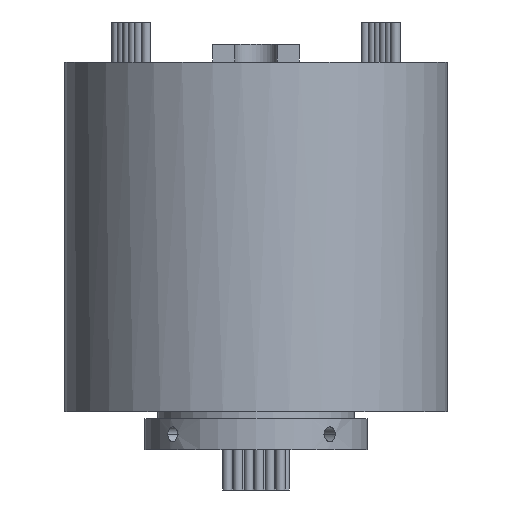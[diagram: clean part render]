
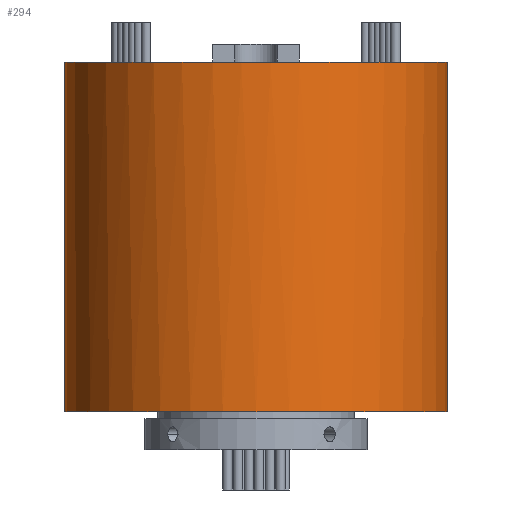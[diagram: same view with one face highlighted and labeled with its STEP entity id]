
A CAD part, front view. The second image highlights one B-rep face of the part: STEP entity #294.
In plain terms, the highlighted cylindrical face has radius 43 mm (diameter 86 mm), a partial arc.
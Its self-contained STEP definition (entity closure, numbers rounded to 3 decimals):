
#84 = AXIS2_PLACEMENT_3D ( 'NONE', #5390, #2637, #5850 ) ;
#246 = CARTESIAN_POINT ( 'NONE',  ( 43., 0., 8.6 ) ) ;
#294 = ADVANCED_FACE ( 'NONE', ( #1832 ), #1685, .T. ) ;
#351 = ORIENTED_EDGE ( 'NONE', *, *, #1535, .F. ) ;
#616 = CARTESIAN_POINT ( 'NONE',  ( 0., 0., 87. ) ) ;
#748 = DIRECTION ( 'NONE',  ( 0., 0., 1. ) ) ;
#757 = VERTEX_POINT ( 'NONE', #1153 ) ;
#1045 = DIRECTION ( 'NONE',  ( 0., 0., -1. ) ) ;
#1138 = CARTESIAN_POINT ( 'NONE',  ( 43., 0., 87. ) ) ;
#1141 = CIRCLE ( 'NONE', #4234, 43. ) ;
#1153 = CARTESIAN_POINT ( 'NONE',  ( 9.75, -41.88, 87. ) ) ;
#1535 = EDGE_CURVE ( 'NONE', #5537, #3572, #3100, .T. ) ;
#1685 = CYLINDRICAL_SURFACE ( 'NONE', #2388, 43. ) ;
#1773 = EDGE_CURVE ( 'NONE', #1777, #3572, #2093, .T. ) ;
#1777 = VERTEX_POINT ( 'NONE', #4300 ) ;
#1787 = LINE ( 'NONE', #5157, #5164 ) ;
#1832 = FACE_OUTER_BOUND ( 'NONE', #3751, .T. ) ;
#1963 = EDGE_CURVE ( 'NONE', #4640, #757, #3672, .T. ) ;
#2023 = DIRECTION ( 'NONE',  ( 0., 0., 1. ) ) ;
#2093 = CIRCLE ( 'NONE', #3243, 43. ) ;
#2128 = DIRECTION ( 'NONE',  ( 0., 0., -1. ) ) ;
#2133 = ORIENTED_EDGE ( 'NONE', *, *, #5241, .F. ) ;
#2248 = ORIENTED_EDGE ( 'NONE', *, *, #1773, .T. ) ;
#2388 = AXIS2_PLACEMENT_3D ( 'NONE', #616, #3869, #3427 ) ;
#2445 = ORIENTED_EDGE ( 'NONE', *, *, #1963, .F. ) ;
#2462 = DIRECTION ( 'NONE',  ( 0., 0., 1. ) ) ;
#2507 = VERTEX_POINT ( 'NONE', #3702 ) ;
#2610 = ORIENTED_EDGE ( 'NONE', *, *, #4009, .F. ) ;
#2637 = DIRECTION ( 'NONE',  ( 0., 0., 1. ) ) ;
#3100 = LINE ( 'NONE', #4886, #5551 ) ;
#3243 = AXIS2_PLACEMENT_3D ( 'NONE', #5232, #2462, #5687 ) ;
#3401 = ORIENTED_EDGE ( 'NONE', *, *, #5416, .T. ) ;
#3427 = DIRECTION ( 'NONE',  ( -1., 0., 0. ) ) ;
#3489 = CARTESIAN_POINT ( 'NONE',  ( 0., 0., 87. ) ) ;
#3572 = VERTEX_POINT ( 'NONE', #246 ) ;
#3672 = CIRCLE ( 'NONE', #84, 43. ) ;
#3702 = CARTESIAN_POINT ( 'NONE',  ( -43., 0., 87. ) ) ;
#3751 = EDGE_LOOP ( 'NONE', ( #351, #2133, #2445, #2610, #3401, #2248 ) ) ;
#3869 = DIRECTION ( 'NONE',  ( 0., 0., -1. ) ) ;
#3962 = DIRECTION ( 'NONE',  ( 1., 0., 0. ) ) ;
#4009 = EDGE_CURVE ( 'NONE', #2507, #4640, #5483, .T. ) ;
#4234 = AXIS2_PLACEMENT_3D ( 'NONE', #3489, #748, #3962 ) ;
#4300 = CARTESIAN_POINT ( 'NONE',  ( -43., 0., 8.6 ) ) ;
#4640 = VERTEX_POINT ( 'NONE', #5110 ) ;
#4784 = CARTESIAN_POINT ( 'NONE',  ( 0., 0., 87. ) ) ;
#4814 = AXIS2_PLACEMENT_3D ( 'NONE', #4784, #2023, #5239 ) ;
#4886 = CARTESIAN_POINT ( 'NONE',  ( 43., 0., 87. ) ) ;
#5110 = CARTESIAN_POINT ( 'NONE',  ( -9.75, -41.88, 87. ) ) ;
#5157 = CARTESIAN_POINT ( 'NONE',  ( -43., 0., 87. ) ) ;
#5164 = VECTOR ( 'NONE', #1045, 1000. ) ;
#5232 = CARTESIAN_POINT ( 'NONE',  ( 0., 0., 8.6 ) ) ;
#5239 = DIRECTION ( 'NONE',  ( 1., 0., 0. ) ) ;
#5241 = EDGE_CURVE ( 'NONE', #757, #5537, #1141, .T. ) ;
#5390 = CARTESIAN_POINT ( 'NONE',  ( 0., 0., 87. ) ) ;
#5416 = EDGE_CURVE ( 'NONE', #2507, #1777, #1787, .T. ) ;
#5483 = CIRCLE ( 'NONE', #4814, 43. ) ;
#5537 = VERTEX_POINT ( 'NONE', #1138 ) ;
#5551 = VECTOR ( 'NONE', #2128, 1000. ) ;
#5687 = DIRECTION ( 'NONE',  ( 1., 0., 0. ) ) ;
#5850 = DIRECTION ( 'NONE',  ( 1., 0., 0. ) ) ;
